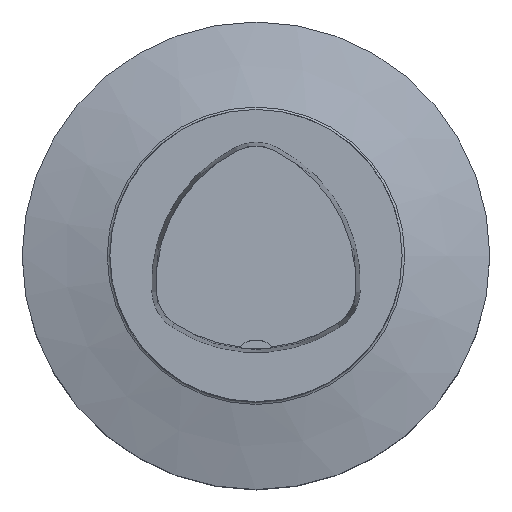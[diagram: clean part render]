
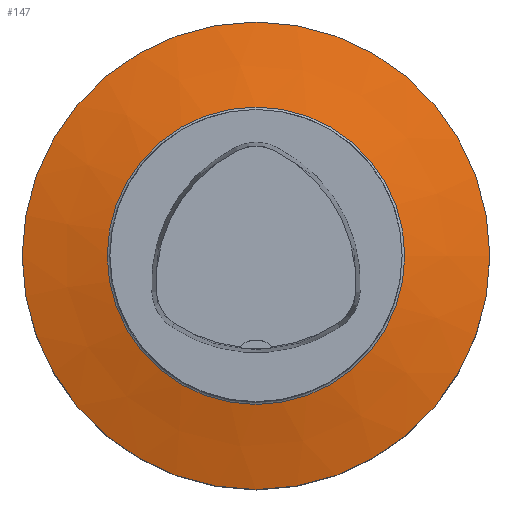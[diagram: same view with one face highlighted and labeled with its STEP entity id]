
A CAD part, top view. The second image highlights one B-rep face of the part: STEP entity #147.
In plain terms, the highlighted conical face has half-angle 75 degrees and reference radius 80 mm.
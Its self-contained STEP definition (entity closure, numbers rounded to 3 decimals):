
#42=CONICAL_SURFACE('',#519,80.,75.);
#147=ADVANCED_FACE('',(#175,#176),#42,.T.);
#175=FACE_BOUND('',#211,.T.);
#176=FACE_BOUND('',#212,.T.);
#211=EDGE_LOOP('',(#317));
#212=EDGE_LOOP('',(#318));
#317=ORIENTED_EDGE('',*,*,#410,.T.);
#318=ORIENTED_EDGE('',*,*,#409,.F.);
#356=VERTEX_POINT('',#787);
#357=VERTEX_POINT('',#790);
#409=EDGE_CURVE('',#356,#356,#430,.T.);
#410=EDGE_CURVE('',#357,#357,#431,.T.);
#430=CIRCLE('',#516,80.);
#431=CIRCLE('',#518,50.889);
#516=AXIS2_PLACEMENT_3D('',#786,#653,#654);
#518=AXIS2_PLACEMENT_3D('',#789,#657,#658);
#519=AXIS2_PLACEMENT_3D('',#791,#659,#660);
#653=DIRECTION('',(0.,0.,-1.));
#654=DIRECTION('',(1.,0.,0.));
#657=DIRECTION('',(0.,0.,-1.));
#658=DIRECTION('',(-1.,0.,0.));
#659=DIRECTION('',(0.,0.,-1.));
#660=DIRECTION('',(1.,0.,0.));
#786=CARTESIAN_POINT('',(0.,0.,-44.938));
#787=CARTESIAN_POINT('',(80.,0.,-44.938));
#789=CARTESIAN_POINT('',(0.,0.,-37.138));
#790=CARTESIAN_POINT('',(-50.889,0.,-37.138));
#791=CARTESIAN_POINT('',(0.,0.,-44.938));
